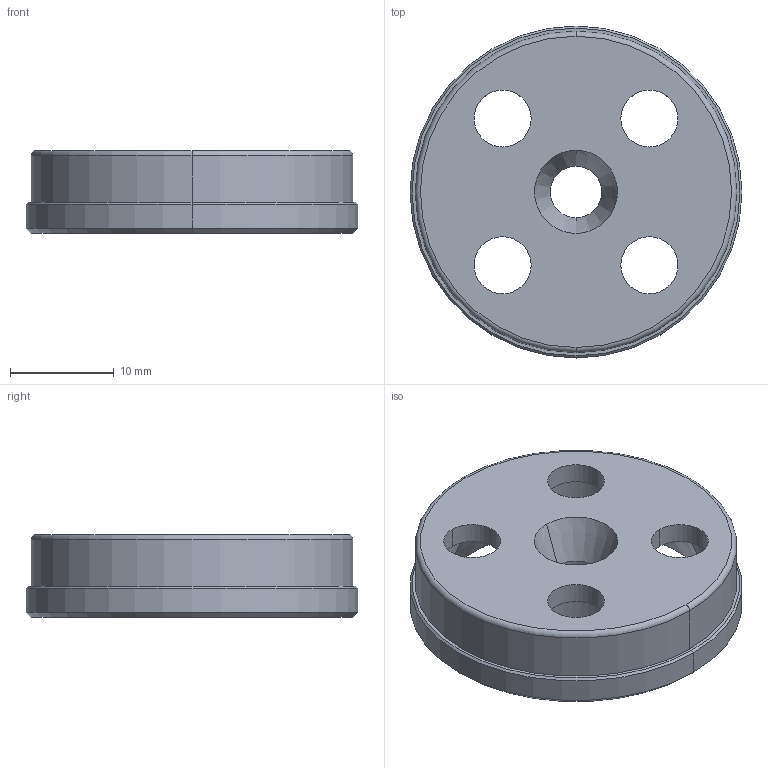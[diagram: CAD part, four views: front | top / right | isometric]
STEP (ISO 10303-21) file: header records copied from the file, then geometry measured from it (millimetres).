
FILE_DESCRIPTION((''),'2;1');
FILE_NAME('VL-SM-R16_VTULKA_POD_SOPLO','2016-07-01T',('砐錪賧瘔蠈錪'),('IMID'),'PRO/ENGINEER BY PARAMETRIC TECHNOLOGY CORPORATION, 2015070','PRO/ENGINEER BY PARAMETRIC TECHNOLOGY CORPORATION, 2015070','');
FILE_SCHEMA(('CONFIG_CONTROL_DESIGN'));
Length unit declared in the file: millimetre
Products named in the file (1): VL-SM-R16_VTULKA_POD_SOPLO
Bounding box: 32 x 32 x 8 mm (x, y, z)
Volume: 3287.7 mm3; surface area: 3027 mm2
Topology: 1 solids, 1 shells, 56 faces, 146 edges, 94 vertices
Faces by surface type: cylinder 22, cone 14, torus 10, plane 8, sphere 2
Entity records: 1952 total; most frequent: CARTESIAN_POINT 502, DIRECTION 312, ORIENTED_EDGE 292, AXIS2_PLACEMENT_3D 146, EDGE_CURVE 146, VERTEX_POINT 94, CIRCLE 90, EDGE_LOOP 68
